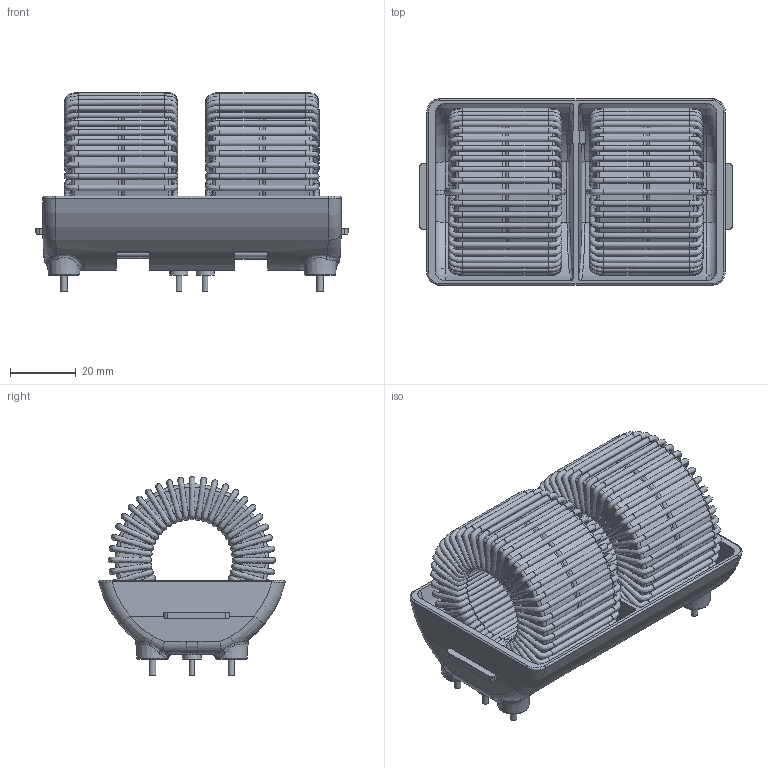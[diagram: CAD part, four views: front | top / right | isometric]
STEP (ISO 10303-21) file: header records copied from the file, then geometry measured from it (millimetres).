
FILE_DESCRIPTION(/* description */ ('Unknown'),/* implementation_level */ '2;1');
FILE_NAME(/* name */ 'HA203 Assembly',/* time_stamp */ '2022-02-21T11:26:26+08:00',/* author */ ('Unknown'),/* organization */ ('Unknown'),/* preprocessor_version */ 'ST-DEVELOPER v16.7',/* originating_system */ 'Solid Edge',/* authorisation */ 'Unknown');
FILE_SCHEMA (('AUTOMOTIVE_DESIGN {1 0 10303 214 3 1 1}'));
Length unit declared in the file: millimetre
Products named in the file (3): HA203 Assembly; Header E; HA203 x 1
Assembly tree (3 placements, depth 2):
  HA203 Assembly
    Header E
    HA203 x 1  x2
Bounding box: 95.2 x 56.79 x 60.62 mm (x, y, z)
Volume: 98880.6 mm3; surface area: 78045.5 mm2
Topology: 91 solids, 91 shells, 915 faces, 2024 edges, 1115 vertices
Faces by surface type: plane 412, bspline 233, cylinder 228, torus 36, cone 6
Full cylindrical faces by diameter (mm): 1.7 x176, 1.75 x4, 2 x4, 5.5 x4, 28.7 x4, 46.8 x4
Entity records: 45142 total; most frequent: CARTESIAN_POINT 33281, DIRECTION 2003, ORIENTED_EDGE 1904, EDGE_CURVE 952, AXIS2_PLACEMENT_3D 886, EDGE_LOOP 767, FACE_BOUND 767, VERTEX_POINT 611
